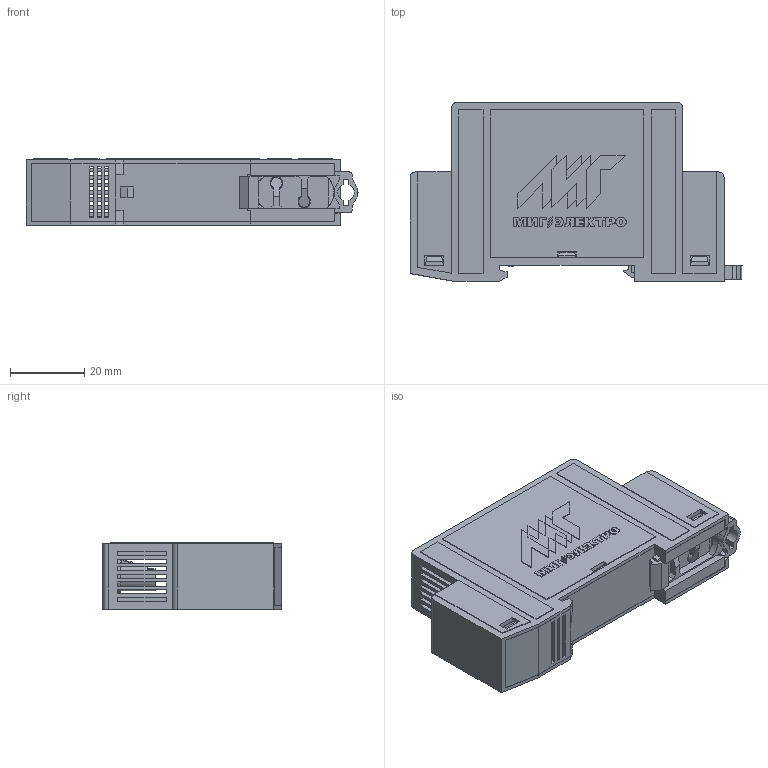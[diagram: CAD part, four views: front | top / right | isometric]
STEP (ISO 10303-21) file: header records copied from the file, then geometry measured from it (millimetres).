
FILE_DESCRIPTION(/* description */ (''),/* implementation_level */ '2;1');
FILE_NAME(/* name */ 'MTF-F.stp',/* time_stamp */ '2023-12-20T17:50:53+03:00',/* author */ ('Василий'),/* organization */ (''),/* preprocessor_version */ 'ST-DEVELOPER v18.1',/* originating_system */ 'Autodesk Inventor 2022',/* authorisation */ '');
FILE_SCHEMA (('AUTOMOTIVE_DESIGN { 1 0 10303 214 3 1 1 }'));
Length unit declared in the file: millimetre
Products named in the file (1): MTF-F.Пр
Bounding box: 89.43 x 48.19 x 18.31 mm (x, y, z)
Volume: 16689 mm3; surface area: 33218.1 mm2
Topology: 3 solids, 3 shells, 937 faces, 2628 edges, 1705 vertices
Faces by surface type: plane 842, cylinder 79, torus 6, sphere 4, bspline 4, cone 2
Full cylindrical faces by diameter (mm): 1.358 x2, 2.012 x1, 3.018 x2, 4.175 x1, 5.231 x3, 7.847 x1, 8.35 x1, 10.06 x2, 11.921 x1, 12.374 x1, 13.983 x1
Entity records: 32038 total; most frequent: CARTESIAN_POINT 6500, ORIENTED_EDGE 5256, DIRECTION 4707, EDGE_CURVE 2628, LINE 2389, VECTOR 2389, VERTEX_POINT 1705, AXIS2_PLACEMENT_3D 1159
